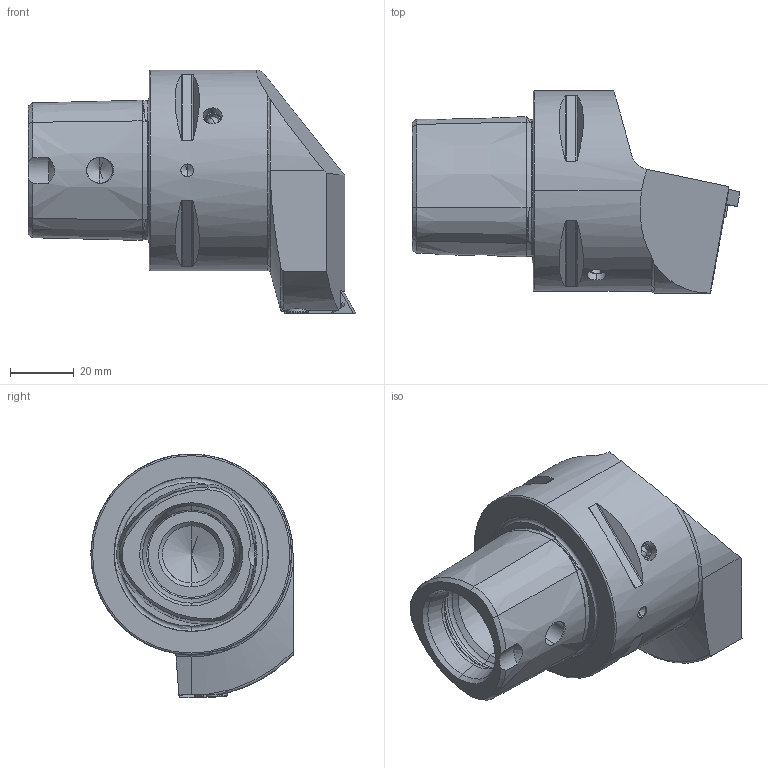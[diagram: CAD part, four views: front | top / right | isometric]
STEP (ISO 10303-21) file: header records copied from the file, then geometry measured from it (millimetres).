
FILE_DESCRIPTION (( 'STEP AP203' ), '1' );
FILE_NAME ('PS6-KGC.RGR.065.STEP', '2017-01-11T11:04:38', ( 'SWIAdmin' ), ( 'Hewlett-Packard Company' ), 'SwSTEP 2.0', 'SolidWorks 2015', '' );
FILE_SCHEMA (( 'CONFIG_CONTROL_DESIGN' ));
Length unit declared in the file: millimetre
Products named in the file (7): TRIAG YA22; KVT_MB_600_050; PS6-KGC.RGR.065; PS6-KGC.RGR.065_A_Fertigbearbeitung; LT22NR; Triag SU22 T; Triag S22 T
Assembly tree (6 placements, depth 2):
  PS6-KGC.RGR.065
    PS6-KGC.RGR.065_A_Fertigbearbeitung
    LT22NR
    Triag SU22 T
    Triag S22 T
    TRIAG YA22
    KVT_MB_600_050
Bounding box: 103 x 63.5 x 76.6 mm (x, y, z)
Volume: 168987.9 mm3; surface area: 30275.2 mm2
Topology: 7 solids, 7 shells, 249 faces, 583 edges, 345 vertices
Faces by surface type: cone 94, cylinder 62, plane 56, torus 35, sphere 2
Entity records: 8421 total; most frequent: CARTESIAN_POINT 2145, DIRECTION 1205, ORIENTED_EDGE 1132, EDGE_CURVE 566, AXIS2_PLACEMENT_3D 488, VERTEX_POINT 342, EDGE_LOOP 270, FACE_OUTER_BOUND 249
